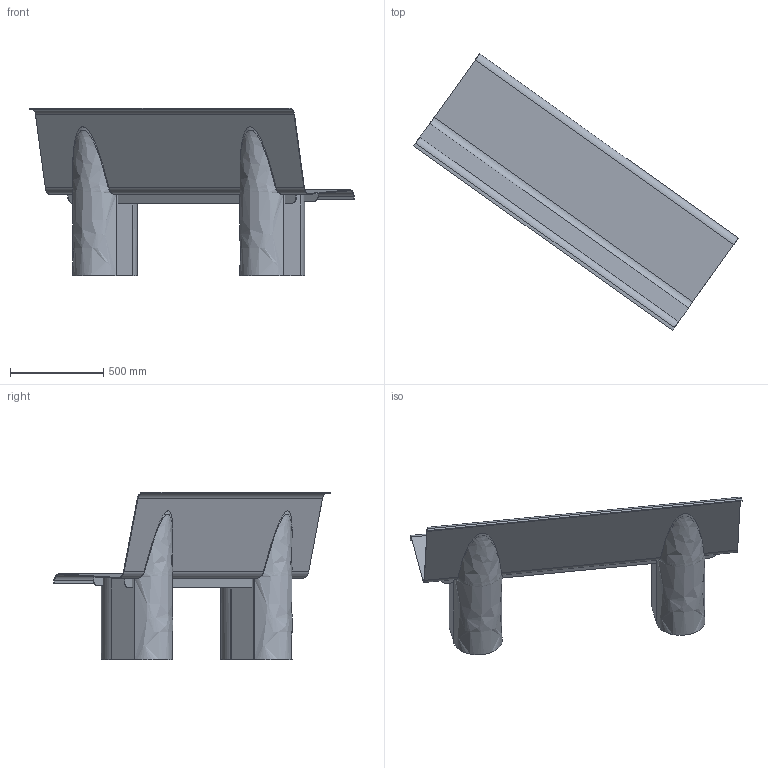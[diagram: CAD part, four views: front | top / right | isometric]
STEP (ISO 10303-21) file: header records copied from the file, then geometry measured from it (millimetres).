
FILE_DESCRIPTION(/* description */ (''),/* implementation_level */ '2;1');
FILE_NAME(/* name */ 'BANQUE~1',/* time_stamp */ '2021-02-22T11:25:08+01:00',/* author */ (''),/* organization */ (''),/* preprocessor_version */ 'ST-DEVELOPER v16.5',/* originating_system */ '',/* authorisation */ '');
FILE_SCHEMA (('AUTOMOTIVE_DESIGN'));
Length unit declared in the file: millimetre
Products named in the file (1): Document
Bounding box: 1736.72 x 1481.93 x 895.84 mm (x, y, z)
Volume: 13390711.8 mm3; surface area: 5937927 mm2
Topology: 5 solids, 5 shells, 60 faces, 156 edges, 104 vertices
Faces by surface type: bspline 44, plane 16
Entity records: 1975 total; most frequent: CARTESIAN_POINT 1082, ORIENTED_EDGE 312, EDGE_CURVE 156, VERTEX_POINT 104, EDGE_LOOP 62, ADVANCED_FACE 60, FACE_OUTER_BOUND 60, B_SPLINE_CURVE_WITH_KNOTS 52
